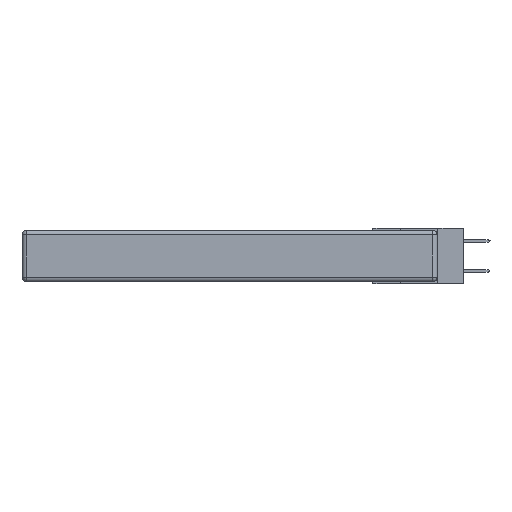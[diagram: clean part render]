
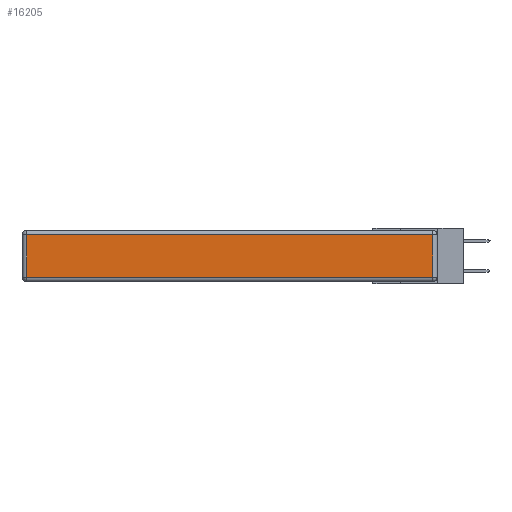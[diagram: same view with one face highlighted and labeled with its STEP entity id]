
A CAD part, left-side view. The second image highlights one B-rep face of the part: STEP entity #16205.
In plain terms, the highlighted planar face has unit normal (-1, 0, 0).
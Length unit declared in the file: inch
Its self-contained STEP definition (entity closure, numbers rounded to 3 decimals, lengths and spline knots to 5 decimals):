
#1346 = VECTOR ( 'NONE', #6741, 39.37008 ) ;
#1579 = ORIENTED_EDGE ( 'NONE', *, *, #8063, .T. ) ;
#2061 = VERTEX_POINT ( 'NONE', #15015 ) ;
#2513 = PLANE ( 'NONE',  #23830 ) ;
#3354 = VECTOR ( 'NONE', #22159, 39.37008 ) ;
#4777 = EDGE_CURVE ( 'NONE', #9626, #24932, #9901, .T. ) ;
#4851 = VECTOR ( 'NONE', #24265, 39.37008 ) ;
#4863 = ORIENTED_EDGE ( 'NONE', *, *, #16318, .T. ) ;
#4978 = CARTESIAN_POINT ( 'NONE',  ( 0., 0.03, -0.343 ) ) ;
#5387 = CARTESIAN_POINT ( 'NONE',  ( 0., 0.03, -0.03 ) ) ;
#5694 = ORIENTED_EDGE ( 'NONE', *, *, #4777, .T. ) ;
#6164 = CARTESIAN_POINT ( 'NONE',  ( 0., 0., -0.343 ) ) ;
#6690 = LINE ( 'NONE', #17977, #3354 ) ;
#6741 = DIRECTION ( 'NONE',  ( 0., 0., -1. ) ) ;
#8063 = EDGE_CURVE ( 'NONE', #24932, #24337, #6690, .T. ) ;
#8712 = EDGE_CURVE ( 'NONE', #2061, #9626, #10961, .T. ) ;
#8934 = CARTESIAN_POINT ( 'NONE',  ( 0., 0.03, -0.313 ) ) ;
#9626 = VERTEX_POINT ( 'NONE', #8934 ) ;
#9901 = LINE ( 'NONE', #4978, #11778 ) ;
#10632 = CARTESIAN_POINT ( 'NONE',  ( 0., 0., -0.313 ) ) ;
#10961 = LINE ( 'NONE', #10632, #4851 ) ;
#11778 = VECTOR ( 'NONE', #20557, 39.37008 ) ;
#12680 = CARTESIAN_POINT ( 'NONE',  ( 0., 2.72, -0.03 ) ) ;
#14251 = ORIENTED_EDGE ( 'NONE', *, *, #8712, .T. ) ;
#14749 = LINE ( 'NONE', #24326, #1346 ) ;
#15015 = CARTESIAN_POINT ( 'NONE',  ( 0., 2.72, -0.313 ) ) ;
#15980 = DIRECTION ( 'NONE',  ( -1., 0., 0. ) ) ;
#16205 = ADVANCED_FACE ( 'NONE', ( #16299 ), #2513, .T. ) ;
#16299 = FACE_OUTER_BOUND ( 'NONE', #17494, .T. ) ;
#16318 = EDGE_CURVE ( 'NONE', #24337, #2061, #14749, .T. ) ;
#17494 = EDGE_LOOP ( 'NONE', ( #14251, #5694, #1579, #4863 ) ) ;
#17977 = CARTESIAN_POINT ( 'NONE',  ( 0., 2.75, -0.03 ) ) ;
#20557 = DIRECTION ( 'NONE',  ( 0., 0., 1. ) ) ;
#21812 = DIRECTION ( 'NONE',  ( 0., 0., 1. ) ) ;
#22159 = DIRECTION ( 'NONE',  ( 0., 1., 0. ) ) ;
#23830 = AXIS2_PLACEMENT_3D ( 'NONE', #6164, #15980, #21812 ) ;
#24265 = DIRECTION ( 'NONE',  ( 0., -1., 0. ) ) ;
#24326 = CARTESIAN_POINT ( 'NONE',  ( 0., 2.72, -0.343 ) ) ;
#24337 = VERTEX_POINT ( 'NONE', #12680 ) ;
#24932 = VERTEX_POINT ( 'NONE', #5387 ) ;
